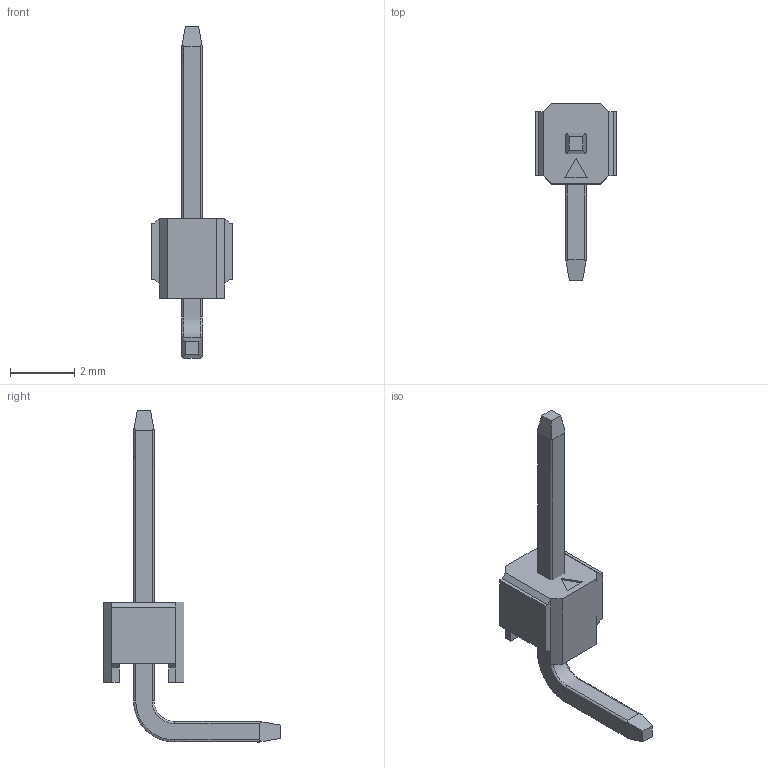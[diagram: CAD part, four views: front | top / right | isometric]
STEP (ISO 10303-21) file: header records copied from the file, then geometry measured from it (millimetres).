
FILE_DESCRIPTION (( 'STEP AP214' ), '1' );
FILE_NAME ('DS1022_black_1x01p_100mil_TypeD_rev1.0.STEP', '2023-09-10T15:10:14', ( '' ), ( '' ), 'SwSTEP 2.0', 'SolidWorks 2023', '' );
FILE_SCHEMA (( 'AUTOMOTIVE_DESIGN' ));
Length unit declared in the file: millimetre
Products named in the file (1): DS1022_black_1x01p_100mil_TypeD_rev1.0
Bounding box: 2.54 x 5.5 x 10.36 mm (x, y, z)
Volume: 17.7 mm3; surface area: 69.9 mm2
Topology: 2 solids, 2 shells, 90 faces, 242 edges, 159 vertices
Faces by surface type: plane 64, bspline 20, cylinder 4, cone 2
Entity records: 4278 total; most frequent: CARTESIAN_POINT 1820, ORIENTED_EDGE 484, DIRECTION 323, EDGE_CURVE 242, VERTEX_POINT 159, LINE 157, VECTOR 157, EDGE_LOOP 93
